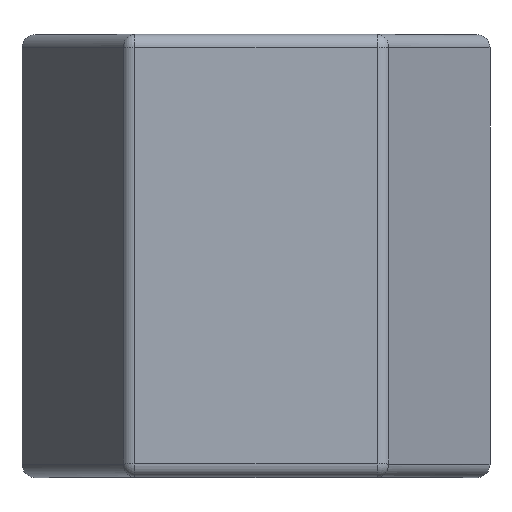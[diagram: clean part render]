
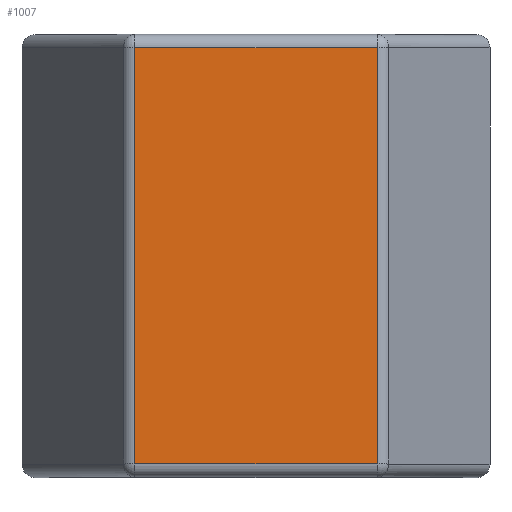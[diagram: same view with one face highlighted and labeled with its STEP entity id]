
A CAD part, top view. The second image highlights one B-rep face of the part: STEP entity #1007.
In plain terms, the highlighted planar face has unit normal (0, 0, 1).
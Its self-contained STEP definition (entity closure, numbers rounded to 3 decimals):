
#27 = EDGE_CURVE ( 'NONE', #265, #692, #639, .T. ) ;
#37 = CARTESIAN_POINT ( 'NONE',  ( 9.157, 41.168, -45.555 ) ) ;
#69 = EDGE_CURVE ( 'NONE', #586, #692, #561, .T. ) ;
#90 = EDGE_LOOP ( 'NONE', ( #698, #178, #859, #415 ) ) ;
#124 = CARTESIAN_POINT ( 'NONE',  ( -9.744, 15.744, -45.555 ) ) ;
#178 = ORIENTED_EDGE ( 'NONE', *, *, #483, .T. ) ;
#212 = CARTESIAN_POINT ( 'NONE',  ( 0., 41.168, -45.555 ) ) ;
#265 = VERTEX_POINT ( 'NONE', #869 ) ;
#277 = DIRECTION ( 'NONE',  ( -1., 0., 0. ) ) ;
#380 = FACE_OUTER_BOUND ( 'NONE', #90, .T. ) ;
#402 = LINE ( 'NONE', #124, #1030 ) ;
#415 = ORIENTED_EDGE ( 'NONE', *, *, #27, .F. ) ;
#437 = AXIS2_PLACEMENT_3D ( 'NONE', #212, #532, #885 ) ;
#465 = VERTEX_POINT ( 'NONE', #726 ) ;
#483 = EDGE_CURVE ( 'NONE', #465, #586, #402, .T. ) ;
#522 = CARTESIAN_POINT ( 'NONE',  ( -9.744, -15.744, -45.555 ) ) ;
#532 = DIRECTION ( 'NONE',  ( 0., 0., -1. ) ) ;
#561 = LINE ( 'NONE', #828, #1109 ) ;
#586 = VERTEX_POINT ( 'NONE', #602 ) ;
#602 = CARTESIAN_POINT ( 'NONE',  ( -9.157, 15.744, -45.555 ) ) ;
#608 = CARTESIAN_POINT ( 'NONE',  ( -9.157, -15.744, -45.555 ) ) ;
#620 = VECTOR ( 'NONE', #1075, 1000. ) ;
#639 = LINE ( 'NONE', #522, #764 ) ;
#692 = VERTEX_POINT ( 'NONE', #608 ) ;
#698 = ORIENTED_EDGE ( 'NONE', *, *, #1047, .F. ) ;
#726 = CARTESIAN_POINT ( 'NONE',  ( 9.157, 15.744, -45.555 ) ) ;
#764 = VECTOR ( 'NONE', #277, 1000. ) ;
#808 = LINE ( 'NONE', #37, #620 ) ;
#814 = PLANE ( 'NONE',  #437 ) ;
#828 = CARTESIAN_POINT ( 'NONE',  ( -9.157, 41.168, -45.555 ) ) ;
#859 = ORIENTED_EDGE ( 'NONE', *, *, #69, .T. ) ;
#869 = CARTESIAN_POINT ( 'NONE',  ( 9.157, -15.744, -45.555 ) ) ;
#885 = DIRECTION ( 'NONE',  ( -1., 0., 0. ) ) ;
#923 = DIRECTION ( 'NONE',  ( -1., 0., 0. ) ) ;
#1007 = ADVANCED_FACE ( 'NONE', ( #380 ), #814, .F. ) ;
#1030 = VECTOR ( 'NONE', #923, 1000. ) ;
#1047 = EDGE_CURVE ( 'NONE', #465, #265, #808, .T. ) ;
#1070 = DIRECTION ( 'NONE',  ( 0., -1., 0. ) ) ;
#1075 = DIRECTION ( 'NONE',  ( 0., -1., 0. ) ) ;
#1109 = VECTOR ( 'NONE', #1070, 1000. ) ;
